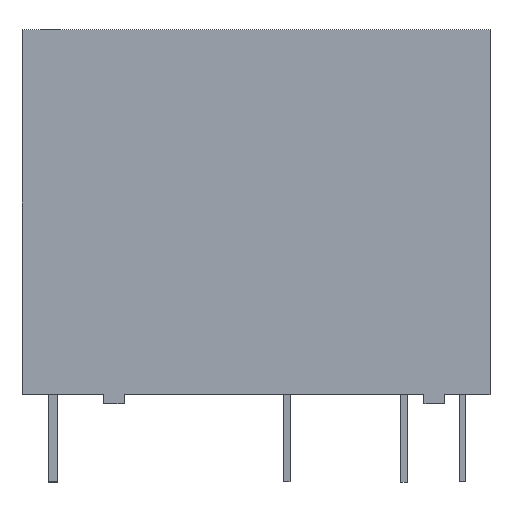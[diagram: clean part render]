
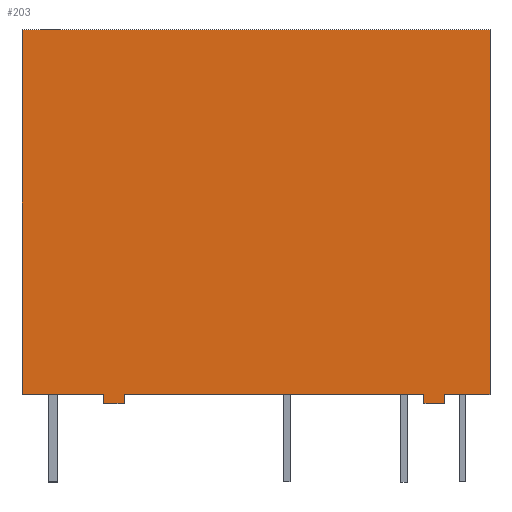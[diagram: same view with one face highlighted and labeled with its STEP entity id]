
A CAD part, top view. The second image highlights one B-rep face of the part: STEP entity #203.
In plain terms, the highlighted planar face has unit normal (0, 0, 1).
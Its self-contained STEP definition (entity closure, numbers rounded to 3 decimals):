
#42 = VERTEX_POINT ( 'NONE', #724 ) ;
#44 = ORIENTED_EDGE ( 'NONE', *, *, #797, .T. ) ;
#55 = VERTEX_POINT ( 'NONE', #789 ) ;
#70 = VERTEX_POINT ( 'NONE', #904 ) ;
#84 = VERTEX_POINT ( 'NONE', #1057 ) ;
#91 = ORIENTED_EDGE ( 'NONE', *, *, #467, .T. ) ;
#97 = EDGE_CURVE ( 'NONE', #1454, #84, #1083, .T. ) ;
#151 = EDGE_CURVE ( 'NONE', #1773, #42, #1367, .T. ) ;
#157 = ORIENTED_EDGE ( 'NONE', *, *, #151, .T. ) ;
#159 = VERTEX_POINT ( 'NONE', #1390 ) ;
#165 = EDGE_CURVE ( 'NONE', #159, #42, #1404, .T. ) ;
#193 = ORIENTED_EDGE ( 'NONE', *, *, #97, .F. ) ;
#194 = ORIENTED_EDGE ( 'NONE', *, *, #1455, .T. ) ;
#199 = EDGE_CURVE ( 'NONE', #1769, #70, #1518, .T. ) ;
#203 = ADVANCED_FACE ( 'NONE', ( #1523 ), #1524, .F. ) ;
#208 = VERTEX_POINT ( 'NONE', #1533 ) ;
#277 = ORIENTED_EDGE ( 'NONE', *, *, #199, .T. ) ;
#279 = VERTEX_POINT ( 'NONE', #622 ) ;
#293 = ORIENTED_EDGE ( 'NONE', *, *, #165, .F. ) ;
#313 = VERTEX_POINT ( 'NONE', #749 ) ;
#337 = EDGE_CURVE ( 'NONE', #70, #313, #841, .T. ) ;
#365 = ORIENTED_EDGE ( 'NONE', *, *, #795, .T. ) ;
#388 = VERTEX_POINT ( 'NONE', #1058 ) ;
#467 = EDGE_CURVE ( 'NONE', #1454, #279, #1337, .T. ) ;
#498 = LINE ( 'NONE', #499, #500 ) ;
#499 = CARTESIAN_POINT ( 'NONE',  ( 2.205, 0., 1.34 ) ) ;
#500 = VECTOR ( 'NONE', #501, 1000. ) ;
#501 = DIRECTION ( 'NONE',  ( 1., 0., 0. ) ) ;
#503 = LINE ( 'NONE', #504, #508 ) ;
#504 = CARTESIAN_POINT ( 'NONE',  ( 16.105, 0., 1.34 ) ) ;
#508 = VECTOR ( 'NONE', #509, 1000. ) ;
#509 = DIRECTION ( 'NONE',  ( 1., 0., 0. ) ) ;
#524 = EDGE_LOOP ( 'NONE', ( #194, #542, #365, #1776, #157, #293, #44, #277, #758, #1281, #193, #91 ) ) ;
#542 = ORIENTED_EDGE ( 'NONE', *, *, #718, .F. ) ;
#622 = CARTESIAN_POINT ( 'NONE',  ( -1.33, 0.4, 1.34 ) ) ;
#704 = LINE ( 'NONE', #705, #706 ) ;
#705 = CARTESIAN_POINT ( 'NONE',  ( 18.97, 16.2, 1.34 ) ) ;
#706 = VECTOR ( 'NONE', #707, 1000. ) ;
#707 = DIRECTION ( 'NONE',  ( 0., -1., 0. ) ) ;
#718 = EDGE_CURVE ( 'NONE', #208, #388, #1591, .T. ) ;
#724 = CARTESIAN_POINT ( 'NONE',  ( 16.105, 0.4, 1.34 ) ) ;
#749 = CARTESIAN_POINT ( 'NONE',  ( 18.97, 0.4, 1.34 ) ) ;
#758 = ORIENTED_EDGE ( 'NONE', *, *, #337, .T. ) ;
#789 = CARTESIAN_POINT ( 'NONE',  ( 3.105, 0., 1.34 ) ) ;
#795 = EDGE_CURVE ( 'NONE', #208, #55, #498, .T. ) ;
#797 = EDGE_CURVE ( 'NONE', #159, #1769, #503, .T. ) ;
#833 = CARTESIAN_POINT ( 'NONE',  ( -1.33, 16.2, 1.34 ) ) ;
#834 = LINE ( 'NONE', #835, #836 ) ;
#835 = CARTESIAN_POINT ( 'NONE',  ( -1.33, 0.4, 1.34 ) ) ;
#836 = VECTOR ( 'NONE', #837, 1000. ) ;
#837 = DIRECTION ( 'NONE',  ( 1., 0., 0. ) ) ;
#841 = LINE ( 'NONE', #842, #843 ) ;
#842 = CARTESIAN_POINT ( 'NONE',  ( -1.33, 0.4, 1.34 ) ) ;
#843 = VECTOR ( 'NONE', #844, 1000. ) ;
#844 = DIRECTION ( 'NONE',  ( 1., 0., 0. ) ) ;
#904 = CARTESIAN_POINT ( 'NONE',  ( 17.005, 0.4, 1.34 ) ) ;
#962 = LINE ( 'NONE', #963, #964 ) ;
#963 = CARTESIAN_POINT ( 'NONE',  ( 3.105, -1.11, 1.34 ) ) ;
#964 = VECTOR ( 'NONE', #965, 1000. ) ;
#965 = DIRECTION ( 'NONE',  ( 0., 1., 0. ) ) ;
#1057 = CARTESIAN_POINT ( 'NONE',  ( 18.97, 16.2, 1.34 ) ) ;
#1058 = CARTESIAN_POINT ( 'NONE',  ( 2.205, 0.4, 1.34 ) ) ;
#1083 = LINE ( 'NONE', #1084, #1085 ) ;
#1084 = CARTESIAN_POINT ( 'NONE',  ( -1.33, 16.2, 1.34 ) ) ;
#1085 = VECTOR ( 'NONE', #1086, 1000. ) ;
#1086 = DIRECTION ( 'NONE',  ( 1., 0., 0. ) ) ;
#1175 = EDGE_CURVE ( 'NONE', #84, #313, #704, .T. ) ;
#1281 = ORIENTED_EDGE ( 'NONE', *, *, #1175, .F. ) ;
#1303 = CARTESIAN_POINT ( 'NONE',  ( 17.005, 0., 1.34 ) ) ;
#1321 = CARTESIAN_POINT ( 'NONE',  ( 3.105, 0.4, 1.34 ) ) ;
#1337 = LINE ( 'NONE', #1338, #1339 ) ;
#1338 = CARTESIAN_POINT ( 'NONE',  ( -1.33, 16.2, 1.34 ) ) ;
#1339 = VECTOR ( 'NONE', #1340, 1000. ) ;
#1340 = DIRECTION ( 'NONE',  ( 0., -1., 0. ) ) ;
#1367 = LINE ( 'NONE', #1368, #1369 ) ;
#1368 = CARTESIAN_POINT ( 'NONE',  ( -1.33, 0.4, 1.34 ) ) ;
#1369 = VECTOR ( 'NONE', #1370, 1000. ) ;
#1370 = DIRECTION ( 'NONE',  ( 1., 0., 0. ) ) ;
#1390 = CARTESIAN_POINT ( 'NONE',  ( 16.105, 0., 1.34 ) ) ;
#1404 = LINE ( 'NONE', #1405, #1406 ) ;
#1405 = CARTESIAN_POINT ( 'NONE',  ( 16.105, -1.11, 1.34 ) ) ;
#1406 = VECTOR ( 'NONE', #1407, 1000. ) ;
#1407 = DIRECTION ( 'NONE',  ( 0., 1., 0. ) ) ;
#1454 = VERTEX_POINT ( 'NONE', #833 ) ;
#1455 = EDGE_CURVE ( 'NONE', #279, #388, #834, .T. ) ;
#1518 = LINE ( 'NONE', #1519, #1520 ) ;
#1519 = CARTESIAN_POINT ( 'NONE',  ( 17.005, -1.11, 1.34 ) ) ;
#1520 = VECTOR ( 'NONE', #1521, 1000. ) ;
#1521 = DIRECTION ( 'NONE',  ( 0., 1., 0. ) ) ;
#1523 = FACE_OUTER_BOUND ( 'NONE', #524, .T. ) ;
#1524 = PLANE ( 'NONE',  #1525 ) ;
#1525 = AXIS2_PLACEMENT_3D ( 'NONE', #1526, #1527, #1528 ) ;
#1526 = CARTESIAN_POINT ( 'NONE',  ( -1.33, 16.2, 1.34 ) ) ;
#1527 = DIRECTION ( 'NONE',  ( 0., 0., -1. ) ) ;
#1528 = DIRECTION ( 'NONE',  ( -1., 0., 0. ) ) ;
#1533 = CARTESIAN_POINT ( 'NONE',  ( 2.205, 0., 1.34 ) ) ;
#1591 = LINE ( 'NONE', #1592, #1593 ) ;
#1592 = CARTESIAN_POINT ( 'NONE',  ( 2.205, -1.11, 1.34 ) ) ;
#1593 = VECTOR ( 'NONE', #1594, 1000. ) ;
#1594 = DIRECTION ( 'NONE',  ( 0., 1., 0. ) ) ;
#1738 = EDGE_CURVE ( 'NONE', #55, #1773, #962, .T. ) ;
#1769 = VERTEX_POINT ( 'NONE', #1303 ) ;
#1773 = VERTEX_POINT ( 'NONE', #1321 ) ;
#1776 = ORIENTED_EDGE ( 'NONE', *, *, #1738, .T. ) ;
